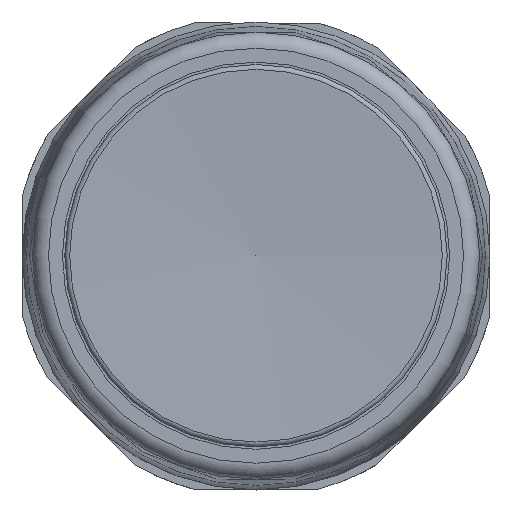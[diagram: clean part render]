
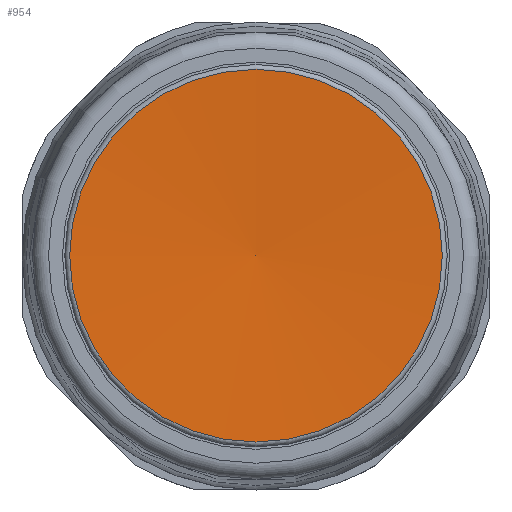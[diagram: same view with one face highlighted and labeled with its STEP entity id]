
A CAD part, top view. The second image highlights one B-rep face of the part: STEP entity #954.
In plain terms, the highlighted spherical face has radius 133.653 mm.
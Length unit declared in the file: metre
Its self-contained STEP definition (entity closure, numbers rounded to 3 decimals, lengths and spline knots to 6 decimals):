
#954 = ADVANCED_FACE( '', ( #2095 ), #2096, .F. );
#2095 = FACE_OUTER_BOUND( '', #3468, .T. );
#2096 = SPHERICAL_SURFACE( '', #3469, 0.133652 );
#3468 = EDGE_LOOP( '', ( #6542 ) );
#3469 = AXIS2_PLACEMENT_3D( '', #6543, #6544, #6545 );
#6542 = ORIENTED_EDGE( '', *, *, #8545, .T. );
#6543 = CARTESIAN_POINT( '', ( 0., 0., 0.188652 ) );
#6544 = DIRECTION( '', ( 0., 0., 1. ) );
#6545 = DIRECTION( '', ( -1., 0., 0. ) );
#8545 = EDGE_CURVE( '', #10422, #10422, #10423, .T. );
#10422 = VERTEX_POINT( '', #13160 );
#10423 = CIRCLE( '', #13161, 0.01155 );
#13160 = CARTESIAN_POINT( '', ( 0.01155, 0., 0.0555 ) );
#13161 = AXIS2_PLACEMENT_3D( '', #15880, #15881, #15882 );
#15880 = CARTESIAN_POINT( '', ( 0., 0., 0.0555 ) );
#15881 = DIRECTION( '', ( 0., 0., 1. ) );
#15882 = DIRECTION( '', ( 1., 0., 0. ) );
